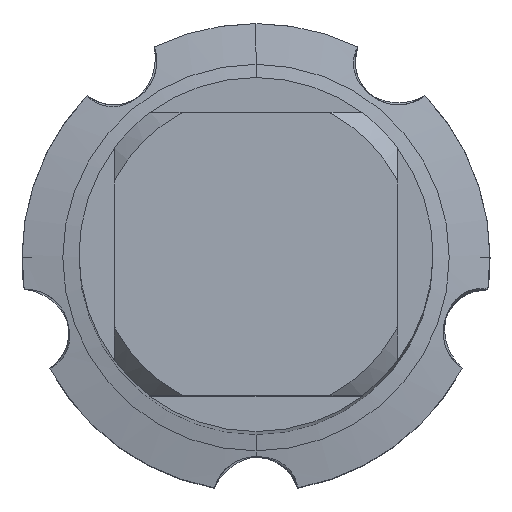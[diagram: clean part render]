
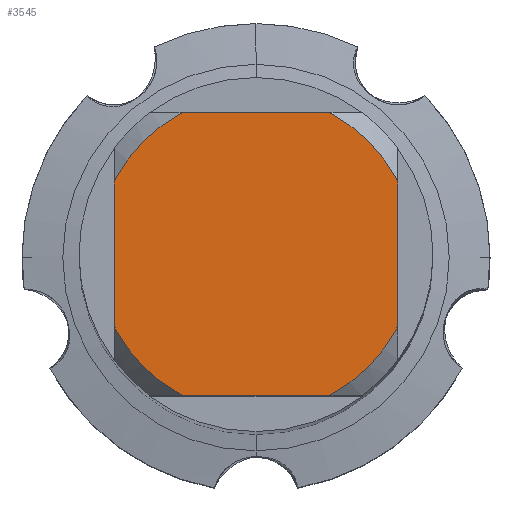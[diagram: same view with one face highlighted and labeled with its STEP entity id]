
A CAD part, top view. The second image highlights one B-rep face of the part: STEP entity #3545.
In plain terms, the highlighted planar face has unit normal (0, 0, 1).
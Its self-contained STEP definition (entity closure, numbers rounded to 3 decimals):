
#2289=VERTEX_POINT('',#6710);
#2521=VERTEX_POINT('',#6963);
#3153=VERTEX_POINT('',#7654);
#3545=ADVANCED_FACE('',(#8087),#8088,.T.);
#4549=VERTEX_POINT('',#9180);
#4561=EDGE_CURVE('',#4909,#3153,#9193,.T.);
#4855=EDGE_CURVE('',#2521,#5753,#9513,.T.);
#4909=VERTEX_POINT('',#9572);
#5261=EDGE_CURVE('',#6033,#5417,#9955,.T.);
#5417=VERTEX_POINT('',#10124);
#5419=EDGE_CURVE('',#2521,#2289,#10126,.T.);
#5523=EDGE_CURVE('',#6033,#5753,#10236,.T.);
#5691=EDGE_CURVE('',#4909,#5417,#10415,.T.);
#5753=VERTEX_POINT('',#10483);
#6033=VERTEX_POINT('',#10785);
#6453=EDGE_CURVE('',#4549,#2289,#11241,.T.);
#6533=EDGE_CURVE('',#4549,#3153,#11323,.T.);
#6710=CARTESIAN_POINT('',(8.0,4.123,0.0));
#6963=CARTESIAN_POINT('',(8.0,-4.123,0.0));
#7654=CARTESIAN_POINT('',(-4.123,8.0,0.0));
#8087=FACE_OUTER_BOUND('',#16450,.T.);
#8088=PLANE('',#16451);
#9180=CARTESIAN_POINT('',(4.123,8.0,0.0));
#9193=CIRCLE('',#20831,9.0);
#9513=CIRCLE('',#22480,9.0);
#9572=CARTESIAN_POINT('',(-8.0,4.123,0.0));
#9955=CIRCLE('',#24119,9.0);
#10124=CARTESIAN_POINT('',(-8.0,-4.123,0.0));
#10126=LINE('',#24507,#24508);
#10236=LINE('',#24847,#24848);
#10415=LINE('',#25657,#25658);
#10483=CARTESIAN_POINT('',(4.123,-8.0,0.0));
#10785=CARTESIAN_POINT('',(-4.123,-8.0,0.0));
#11241=CIRCLE('',#29114,9.0);
#11323=LINE('',#29503,#29504);
#16450=EDGE_LOOP('',(#31507,#31508,#31509,#31510,#31511,#31512,#31513,#31514));
#16451=AXIS2_PLACEMENT_3D('',#31515,#31516,#31517);
#20831=AXIS2_PLACEMENT_3D('',#32926,#32927,#32928);
#22480=AXIS2_PLACEMENT_3D('',#33271,#33272,#33273);
#24119=AXIS2_PLACEMENT_3D('',#33761,#33762,#33763);
#24507=CARTESIAN_POINT('',(8.0,2.25,0.0));
#24508=VECTOR('',#34032,1.0);
#24847=CARTESIAN_POINT('',(0.0,-8.0,0.0));
#24848=VECTOR('',#34113,1.0);
#25657=CARTESIAN_POINT('',(-8.0,2.25,0.0));
#25658=VECTOR('',#34274,1.0);
#29114=AXIS2_PLACEMENT_3D('',#35191,#35192,#35193);
#29503=CARTESIAN_POINT('',(0.0,8.0,0.0));
#29504=VECTOR('',#35236,1.0);
#31507=ORIENTED_EDGE('',*,*,#5691,.T.);
#31508=ORIENTED_EDGE('',*,*,#5261,.F.);
#31509=ORIENTED_EDGE('',*,*,#5523,.T.);
#31510=ORIENTED_EDGE('',*,*,#4855,.F.);
#31511=ORIENTED_EDGE('',*,*,#5419,.T.);
#31512=ORIENTED_EDGE('',*,*,#6453,.F.);
#31513=ORIENTED_EDGE('',*,*,#6533,.T.);
#31514=ORIENTED_EDGE('',*,*,#4561,.F.);
#31515=CARTESIAN_POINT('',(0.0,4.5,0.0));
#31516=DIRECTION('',(-0.0,0.0,1.0));
#31517=DIRECTION('',(0.0,-1.0,0.0));
#32926=CARTESIAN_POINT('',(0.0,0.0,0.0));
#32927=DIRECTION('',(0.0,0.0,-1.0));
#32928=DIRECTION('',(0.0,1.0,0.0));
#33271=CARTESIAN_POINT('',(0.0,0.0,0.0));
#33272=DIRECTION('',(0.0,0.0,-1.0));
#33273=DIRECTION('',(0.0,1.0,0.0));
#33761=CARTESIAN_POINT('',(0.0,0.0,0.0));
#33762=DIRECTION('',(0.0,0.0,-1.0));
#33763=DIRECTION('',(0.0,1.0,0.0));
#34032=DIRECTION('',(-0.0,1.0,0.0));
#34113=DIRECTION('',(1.0,0.0,0.0));
#34274=DIRECTION('',(-0.0,-1.0,0.0));
#35191=CARTESIAN_POINT('',(0.0,0.0,0.0));
#35192=DIRECTION('',(0.0,0.0,-1.0));
#35193=DIRECTION('',(0.0,1.0,0.0));
#35236=DIRECTION('',(-1.0,0.0,0.0));
